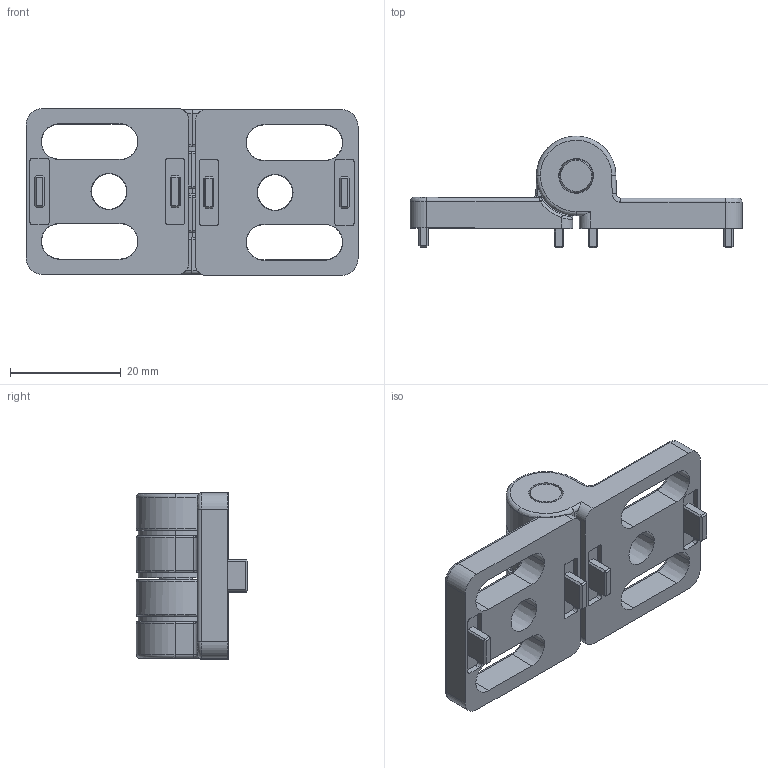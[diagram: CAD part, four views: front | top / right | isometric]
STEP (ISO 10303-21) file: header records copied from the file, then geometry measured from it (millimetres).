
FILE_DESCRIPTION (( 'STEP AP203' ), '1' );
FILE_NAME ('262600026_c_1.STEP', '2023-03-10T04:14:30', ( '' ), ( '' ), 'SwSTEP 2.0', 'SolidWorks 2014', '' );
FILE_SCHEMA (( 'CONFIG_CONTROL_DESIGN' ));
Length unit declared in the file: millimetre
Products named in the file (1): 262600026_c_1
Bounding box: 60.04 x 20.2 x 30.17 mm (x, y, z)
Volume: 10973.6 mm3; surface area: 8922 mm2
Topology: 6 solids, 6 shells, 327 faces, 793 edges, 478 vertices
Faces by surface type: plane 130, cylinder 83, bspline 70, cone 44
Entity records: 11923 total; most frequent: CARTESIAN_POINT 4495, ORIENTED_EDGE 1570, DIRECTION 1487, EDGE_CURVE 785, AXIS2_PLACEMENT_3D 540, VERTEX_POINT 478, LINE 407, VECTOR 407
